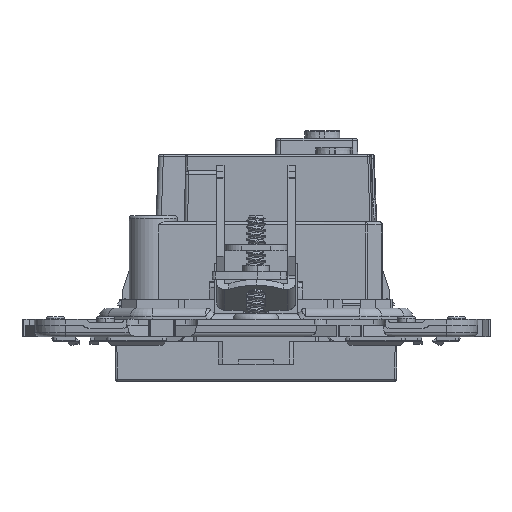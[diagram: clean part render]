
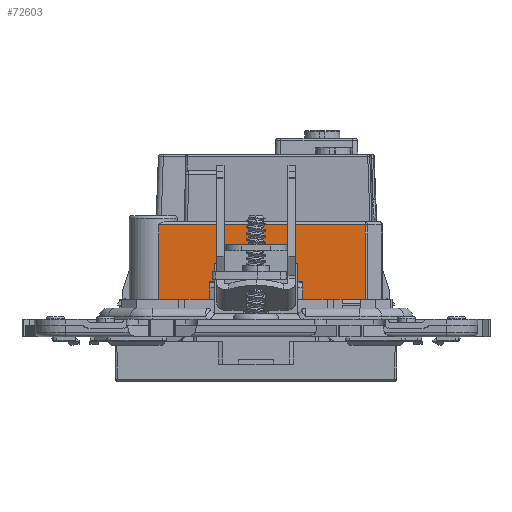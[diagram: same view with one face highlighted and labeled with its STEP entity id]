
A CAD part, front view. The second image highlights one B-rep face of the part: STEP entity #72603.
In plain terms, the highlighted planar face has unit normal (0, -1, 0).
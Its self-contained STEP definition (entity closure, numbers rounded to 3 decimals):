
#1838 = VERTEX_POINT ( 'NONE', #16867 ) ;
#3368 = LINE ( 'NONE', #71887, #41748 ) ;
#4061 = CARTESIAN_POINT ( 'NONE',  ( 7., -209.385, 11.187 ) ) ;
#5237 = CARTESIAN_POINT ( 'NONE',  ( -8., -209.385, 3.687 ) ) ;
#6920 = ORIENTED_EDGE ( 'NONE', *, *, #60009, .T. ) ;
#7012 = EDGE_CURVE ( 'NONE', #138759, #27027, #95667, .T. ) ;
#7971 = DIRECTION ( 'NONE',  ( 0., 0., -1. ) ) ;
#8947 = DIRECTION ( 'NONE',  ( 0., 0., 1. ) ) ;
#9620 = FACE_OUTER_BOUND ( 'NONE', #78535, .T. ) ;
#11276 = VERTEX_POINT ( 'NONE', #72220 ) ;
#11593 = LINE ( 'NONE', #90432, #101660 ) ;
#13140 = VECTOR ( 'NONE', #88379, 1000. ) ;
#14640 = CARTESIAN_POINT ( 'NONE',  ( 5.414, -209.385, 3.687 ) ) ;
#16867 = CARTESIAN_POINT ( 'NONE',  ( -16.028, -209.385, 20.27 ) ) ;
#17793 = DIRECTION ( 'NONE',  ( 0., -1., 0. ) ) ;
#17989 = CARTESIAN_POINT ( 'NONE',  ( 15.05, -209.385, 3.687 ) ) ;
#18707 = DIRECTION ( 'NONE',  ( -1., 0., 0. ) ) ;
#19231 = DIRECTION ( 'NONE',  ( 0., 0., -1. ) ) ;
#19792 = EDGE_CURVE ( 'NONE', #31579, #84304, #11593, .T. ) ;
#20439 = DIRECTION ( 'NONE',  ( 1., 0., 0. ) ) ;
#23296 = VECTOR ( 'NONE', #18707, 1000. ) ;
#23431 = ORIENTED_EDGE ( 'NONE', *, *, #128151, .F. ) ;
#23488 = CARTESIAN_POINT ( 'NONE',  ( 15.05, -209.385, 7.687 ) ) ;
#26427 = DIRECTION ( 'NONE',  ( 1., 0., 0. ) ) ;
#27027 = VERTEX_POINT ( 'NONE', #94472 ) ;
#27351 = LINE ( 'NONE', #5237, #108677 ) ;
#29134 = EDGE_CURVE ( 'NONE', #89828, #104202, #27351, .T. ) ;
#29571 = CARTESIAN_POINT ( 'NONE',  ( -20.65, -209.385, 3.687 ) ) ;
#29785 = EDGE_CURVE ( 'NONE', #78420, #104202, #59975, .T. ) ;
#29930 = DIRECTION ( 'NONE',  ( -1., 0., 0. ) ) ;
#30043 = LINE ( 'NONE', #132459, #94507 ) ;
#31579 = VERTEX_POINT ( 'NONE', #23488 ) ;
#31823 = EDGE_CURVE ( 'NONE', #31579, #11276, #30043, .T. ) ;
#34782 = VECTOR ( 'NONE', #129564, 1000. ) ;
#35623 = VERTEX_POINT ( 'NONE', #101819 ) ;
#41748 = VECTOR ( 'NONE', #138248, 1000. ) ;
#43451 = CARTESIAN_POINT ( 'NONE',  ( 16.943, -209.385, 3.687 ) ) ;
#49965 = CARTESIAN_POINT ( 'NONE',  ( 7., -209.385, 3.687 ) ) ;
#52295 = CARTESIAN_POINT ( 'NONE',  ( 15.95, -209.385, 3.687 ) ) ;
#53511 = ORIENTED_EDGE ( 'NONE', *, *, #29134, .F. ) ;
#54021 = ORIENTED_EDGE ( 'NONE', *, *, #19792, .F. ) ;
#54856 = ORIENTED_EDGE ( 'NONE', *, *, #84319, .F. ) ;
#57105 = EDGE_CURVE ( 'NONE', #11276, #138759, #3368, .T. ) ;
#59975 = LINE ( 'NONE', #138841, #75717 ) ;
#60009 = EDGE_CURVE ( 'NONE', #129343, #84304, #93487, .T. ) ;
#64228 = LINE ( 'NONE', #76012, #142244 ) ;
#65398 = EDGE_CURVE ( 'NONE', #78420, #1838, #96281, .T. ) ;
#67150 = CARTESIAN_POINT ( 'NONE',  ( -16.028, -209.385, 3.687 ) ) ;
#71887 = CARTESIAN_POINT ( 'NONE',  ( 15.95, -209.385, 3.687 ) ) ;
#72073 = EDGE_CURVE ( 'NONE', #35623, #1838, #83005, .T. ) ;
#72220 = CARTESIAN_POINT ( 'NONE',  ( 15.95, -209.385, 7.687 ) ) ;
#72603 = ADVANCED_FACE ( 'NONE', ( #9620 ), #74520, .T. ) ;
#73353 = VECTOR ( 'NONE', #26427, 1000. ) ;
#74425 = VERTEX_POINT ( 'NONE', #4061 ) ;
#74520 = PLANE ( 'NONE',  #145567 ) ;
#75273 = CARTESIAN_POINT ( 'NONE',  ( -8., -209.385, 3.687 ) ) ;
#75717 = VECTOR ( 'NONE', #82809, 1000. ) ;
#76012 = CARTESIAN_POINT ( 'NONE',  ( 7., -209.385, 3.687 ) ) ;
#78420 = VERTEX_POINT ( 'NONE', #67150 ) ;
#78535 = EDGE_LOOP ( 'NONE', ( #106320, #91971, #107708, #94322, #53511, #54856, #23431, #6920, #54021, #114214, #113008, #79451 ) ) ;
#79451 = ORIENTED_EDGE ( 'NONE', *, *, #7012, .T. ) ;
#82809 = DIRECTION ( 'NONE',  ( 1., 0., 0. ) ) ;
#83005 = LINE ( 'NONE', #140502, #143060 ) ;
#84304 = VERTEX_POINT ( 'NONE', #17989 ) ;
#84319 = EDGE_CURVE ( 'NONE', #74425, #89828, #142513, .T. ) ;
#88379 = DIRECTION ( 'NONE',  ( 0., 0., 1. ) ) ;
#89828 = VERTEX_POINT ( 'NONE', #98921 ) ;
#90432 = CARTESIAN_POINT ( 'NONE',  ( 15.05, -209.385, 3.687 ) ) ;
#91971 = ORIENTED_EDGE ( 'NONE', *, *, #72073, .T. ) ;
#93487 = LINE ( 'NONE', #14640, #73353 ) ;
#94322 = ORIENTED_EDGE ( 'NONE', *, *, #29785, .T. ) ;
#94472 = CARTESIAN_POINT ( 'NONE',  ( 16.943, -209.385, 3.687 ) ) ;
#94507 = VECTOR ( 'NONE', #20439, 1000. ) ;
#95667 = LINE ( 'NONE', #109660, #34782 ) ;
#96281 = LINE ( 'NONE', #108098, #130577 ) ;
#98921 = CARTESIAN_POINT ( 'NONE',  ( -8., -209.385, 11.187 ) ) ;
#101660 = VECTOR ( 'NONE', #121480, 1000. ) ;
#101819 = CARTESIAN_POINT ( 'NONE',  ( 16.943, -209.385, 20.27 ) ) ;
#104202 = VERTEX_POINT ( 'NONE', #75273 ) ;
#106320 = ORIENTED_EDGE ( 'NONE', *, *, #130269, .T. ) ;
#107708 = ORIENTED_EDGE ( 'NONE', *, *, #65398, .F. ) ;
#108098 = CARTESIAN_POINT ( 'NONE',  ( -16.028, -209.385, 3.07 ) ) ;
#108677 = VECTOR ( 'NONE', #7971, 1000. ) ;
#109660 = CARTESIAN_POINT ( 'NONE',  ( 5.414, -209.385, 3.687 ) ) ;
#113008 = ORIENTED_EDGE ( 'NONE', *, *, #57105, .T. ) ;
#114214 = ORIENTED_EDGE ( 'NONE', *, *, #31823, .T. ) ;
#121480 = DIRECTION ( 'NONE',  ( 0., 0., -1. ) ) ;
#122290 = LINE ( 'NONE', #43451, #13140 ) ;
#128151 = EDGE_CURVE ( 'NONE', #129343, #74425, #64228, .T. ) ;
#129343 = VERTEX_POINT ( 'NONE', #49965 ) ;
#129564 = DIRECTION ( 'NONE',  ( 1., 0., 0. ) ) ;
#130014 = CARTESIAN_POINT ( 'NONE',  ( -0.5, -209.385, 11.187 ) ) ;
#130269 = EDGE_CURVE ( 'NONE', #27027, #35623, #122290, .T. ) ;
#130577 = VECTOR ( 'NONE', #141243, 1000. ) ;
#132459 = CARTESIAN_POINT ( 'NONE',  ( -0.5, -209.385, 7.687 ) ) ;
#138248 = DIRECTION ( 'NONE',  ( 0., 0., -1. ) ) ;
#138759 = VERTEX_POINT ( 'NONE', #52295 ) ;
#138841 = CARTESIAN_POINT ( 'NONE',  ( -17.943, -209.385, 3.687 ) ) ;
#140502 = CARTESIAN_POINT ( 'NONE',  ( -16.028, -209.385, 20.27 ) ) ;
#141243 = DIRECTION ( 'NONE',  ( 0., 0., 1. ) ) ;
#142244 = VECTOR ( 'NONE', #8947, 1000. ) ;
#142513 = LINE ( 'NONE', #130014, #23296 ) ;
#143060 = VECTOR ( 'NONE', #29930, 1000. ) ;
#145567 = AXIS2_PLACEMENT_3D ( 'NONE', #29571, #17793, #19231 ) ;
